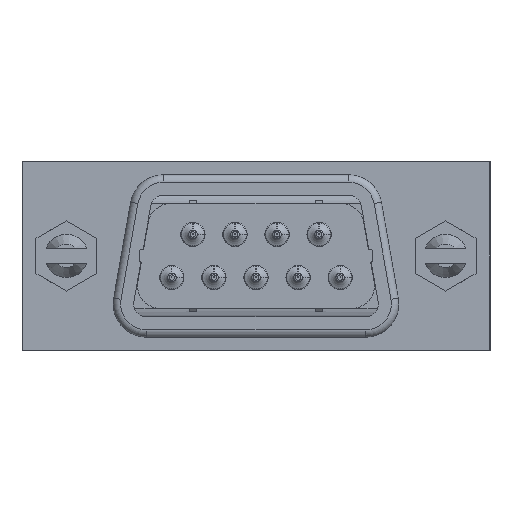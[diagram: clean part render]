
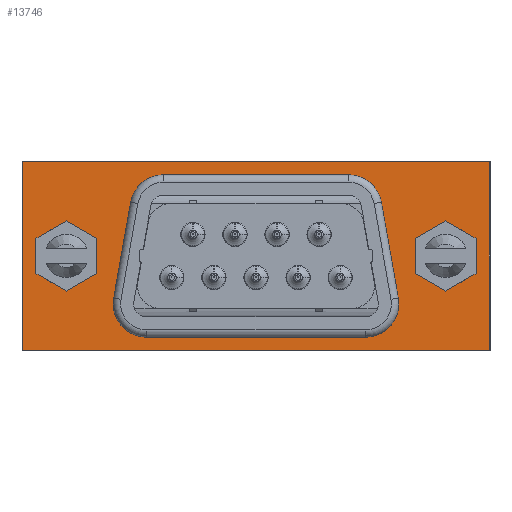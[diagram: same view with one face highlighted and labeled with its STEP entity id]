
A CAD part, front view. The second image highlights one B-rep face of the part: STEP entity #13746.
In plain terms, the highlighted planar face has unit normal (0, -1, 0).
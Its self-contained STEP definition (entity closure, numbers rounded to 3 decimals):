
#7058=CARTESIAN_POINT('',(-6.25,3.05,-11.075));
#7059=VERTEX_POINT('',#7058);
#7067=CARTESIAN_POINT('',(24.45,3.05,-11.075));
#7068=VERTEX_POINT('',#7067);
#7075=CARTESIAN_POINT('',(-6.25,3.05,-11.075));
#7076=DIRECTION('',(1.,0.,0.));
#7077=VECTOR('',#7076,30.7);
#7078=LINE('',#7075,#7077);
#7079=EDGE_CURVE('',#7059,#7068,#7078,.T.);
#7089=CARTESIAN_POINT('',(-6.25,3.05,1.325));
#7090=VERTEX_POINT('',#7089);
#7099=CARTESIAN_POINT('',(-6.25,3.05,-11.075));
#7100=DIRECTION('',(0.,0.,1.));
#7101=VECTOR('',#7100,12.4);
#7102=LINE('',#7099,#7101);
#7103=EDGE_CURVE('',#7059,#7090,#7102,.T.);
#7113=CARTESIAN_POINT('',(24.45,3.05,1.325));
#7114=VERTEX_POINT('',#7113);
#7123=CARTESIAN_POINT('',(24.45,3.05,1.325));
#7124=DIRECTION('',(-1.,0.,0.));
#7125=VECTOR('',#7124,30.7);
#7126=LINE('',#7123,#7125);
#7127=EDGE_CURVE('',#7114,#7090,#7126,.T.);
#7140=CARTESIAN_POINT('',(24.45,3.05,-11.075));
#7141=DIRECTION('',(0.,0.,1.));
#7142=VECTOR('',#7141,12.4);
#7143=LINE('',#7140,#7142);
#7144=EDGE_CURVE('',#7068,#7114,#7143,.T.);
#13625=CARTESIAN_POINT('',(9.1,3.05,-4.875));
#13626=DIRECTION('',(1.,0.,0.));
#13627=DIRECTION('',(0.,-1.,0.));
#13628=AXIS2_PLACEMENT_3D('',#13625,#13627,#13626);
#13629=PLANE('',#13628);
#13630=ORIENTED_EDGE('',*,*,#7079,.T.);
#13631=ORIENTED_EDGE('',*,*,#7144,.T.);
#13632=ORIENTED_EDGE('',*,*,#7127,.T.);
#13633=ORIENTED_EDGE('',*,*,#7103,.F.);
#13634=EDGE_LOOP('',(#13630,#13631,#13632,#13633));
#13635=FACE_OUTER_BOUND('',#13634,.T.);
#13636=CARTESIAN_POINT('',(23.6,3.05,-4.875));
#13637=VERTEX_POINT('',#13636);
#13638=CARTESIAN_POINT('',(19.6,3.05,-4.875));
#13639=VERTEX_POINT('',#13638);
#13640=CARTESIAN_POINT('',(21.6,3.05,-4.875));
#13641=DIRECTION('',(1.,0.,0.));
#13642=DIRECTION('',(0.,1.,0.));
#13643=AXIS2_PLACEMENT_3D('',#13640,#13642,#13641);
#13644=CIRCLE('',#13643,2.);
#13645=EDGE_CURVE('',#13637,#13639,#13644,.T.);
#13646=ORIENTED_EDGE('',*,*,#13645,.T.);
#13647=CARTESIAN_POINT('',(21.6,3.05,-4.875));
#13648=DIRECTION('',(-1.,0.,0.));
#13649=DIRECTION('',(0.,1.,0.));
#13650=AXIS2_PLACEMENT_3D('',#13647,#13649,#13648);
#13651=CIRCLE('',#13650,2.);
#13652=EDGE_CURVE('',#13639,#13637,#13651,.T.);
#13653=ORIENTED_EDGE('',*,*,#13652,.T.);
#13654=EDGE_LOOP('',(#13646,#13653));
#13655=FACE_BOUND('',#13654,.T.);
#13656=CARTESIAN_POINT('',(-1.4,3.05,-4.875));
#13657=VERTEX_POINT('',#13656);
#13658=CARTESIAN_POINT('',(-5.4,3.05,-4.875));
#13659=VERTEX_POINT('',#13658);
#13660=CARTESIAN_POINT('',(-3.4,3.05,-4.875));
#13661=DIRECTION('',(1.,0.,0.));
#13662=DIRECTION('',(0.,1.,0.));
#13663=AXIS2_PLACEMENT_3D('',#13660,#13662,#13661);
#13664=CIRCLE('',#13663,2.);
#13665=EDGE_CURVE('',#13657,#13659,#13664,.T.);
#13666=ORIENTED_EDGE('',*,*,#13665,.T.);
#13667=CARTESIAN_POINT('',(-3.4,3.05,-4.875));
#13668=DIRECTION('',(-1.,0.,0.));
#13669=DIRECTION('',(0.,1.,0.));
#13670=AXIS2_PLACEMENT_3D('',#13667,#13669,#13668);
#13671=CIRCLE('',#13670,2.);
#13672=EDGE_CURVE('',#13659,#13657,#13671,.T.);
#13673=ORIENTED_EDGE('',*,*,#13672,.T.);
#13674=EDGE_LOOP('',(#13666,#13673));
#13675=FACE_BOUND('',#13674,.T.);
#13676=CARTESIAN_POINT('',(15.189,3.05,0.475));
#13677=VERTEX_POINT('',#13676);
#13678=CARTESIAN_POINT('',(3.011,3.05,0.475));
#13679=VERTEX_POINT('',#13678);
#13680=CARTESIAN_POINT('',(15.189,3.05,0.475));
#13681=DIRECTION('',(-1.,0.,0.));
#13682=VECTOR('',#13681,12.178);
#13683=LINE('',#13680,#13682);
#13684=EDGE_CURVE('',#13677,#13679,#13683,.T.);
#13685=ORIENTED_EDGE('',*,*,#13684,.F.);
#13686=CARTESIAN_POINT('',(17.356,3.05,-1.343));
#13687=VERTEX_POINT('',#13686);
#13688=CARTESIAN_POINT('',(15.189,3.05,-1.725));
#13689=DIRECTION('',(0.985,0.,0.174));
#13690=DIRECTION('',(0.,-1.,0.));
#13691=AXIS2_PLACEMENT_3D('',#13688,#13690,#13689);
#13692=CIRCLE('',#13691,2.2);
#13693=EDGE_CURVE('',#13687,#13677,#13692,.T.);
#13694=ORIENTED_EDGE('',*,*,#13693,.F.);
#13695=CARTESIAN_POINT('',(18.467,3.05,-7.643));
#13696=VERTEX_POINT('',#13695);
#13697=CARTESIAN_POINT('',(18.467,3.05,-7.643));
#13698=DIRECTION('',(-0.174,0.,0.985));
#13699=VECTOR('',#13698,6.397);
#13700=LINE('',#13697,#13699);
#13701=EDGE_CURVE('',#13696,#13687,#13700,.T.);
#13702=ORIENTED_EDGE('',*,*,#13701,.F.);
#13703=CARTESIAN_POINT('',(16.3,3.05,-10.225));
#13704=VERTEX_POINT('',#13703);
#13705=CARTESIAN_POINT('',(16.3,3.05,-8.025));
#13706=DIRECTION('',(0.,0.,-1.));
#13707=DIRECTION('',(0.,-1.,0.));
#13708=AXIS2_PLACEMENT_3D('',#13705,#13707,#13706);
#13709=CIRCLE('',#13708,2.2);
#13710=EDGE_CURVE('',#13704,#13696,#13709,.T.);
#13711=ORIENTED_EDGE('',*,*,#13710,.F.);
#13712=CARTESIAN_POINT('',(1.9,3.05,-10.225));
#13713=VERTEX_POINT('',#13712);
#13714=CARTESIAN_POINT('',(1.9,3.05,-10.225));
#13715=DIRECTION('',(1.,0.,0.));
#13716=VECTOR('',#13715,14.4);
#13717=LINE('',#13714,#13716);
#13718=EDGE_CURVE('',#13713,#13704,#13717,.T.);
#13719=ORIENTED_EDGE('',*,*,#13718,.F.);
#13720=CARTESIAN_POINT('',(-0.266,3.05,-7.643));
#13721=VERTEX_POINT('',#13720);
#13722=CARTESIAN_POINT('',(1.9,3.05,-8.025));
#13723=DIRECTION('',(-0.985,0.,0.174));
#13724=DIRECTION('',(0.,-1.,0.));
#13725=AXIS2_PLACEMENT_3D('',#13722,#13724,#13723);
#13726=CIRCLE('',#13725,2.2);
#13727=EDGE_CURVE('',#13721,#13713,#13726,.T.);
#13728=ORIENTED_EDGE('',*,*,#13727,.F.);
#13729=CARTESIAN_POINT('',(0.844,3.05,-1.343));
#13730=VERTEX_POINT('',#13729);
#13731=CARTESIAN_POINT('',(0.844,3.05,-1.343));
#13732=DIRECTION('',(-0.174,0.,-0.985));
#13733=VECTOR('',#13732,6.397);
#13734=LINE('',#13731,#13733);
#13735=EDGE_CURVE('',#13730,#13721,#13734,.T.);
#13736=ORIENTED_EDGE('',*,*,#13735,.F.);
#13737=CARTESIAN_POINT('',(3.011,3.05,-1.725));
#13738=DIRECTION('',(0.,0.,1.));
#13739=DIRECTION('',(0.,-1.,0.));
#13740=AXIS2_PLACEMENT_3D('',#13737,#13739,#13738);
#13741=CIRCLE('',#13740,2.2);
#13742=EDGE_CURVE('',#13679,#13730,#13741,.T.);
#13743=ORIENTED_EDGE('',*,*,#13742,.F.);
#13744=EDGE_LOOP('',(#13685,#13694,#13702,#13711,#13719,#13728,#13736,#13743));
#13745=FACE_BOUND('',#13744,.T.);
#13746=ADVANCED_FACE('',(#13635,#13655,#13675,#13745),#13629,.T.);
